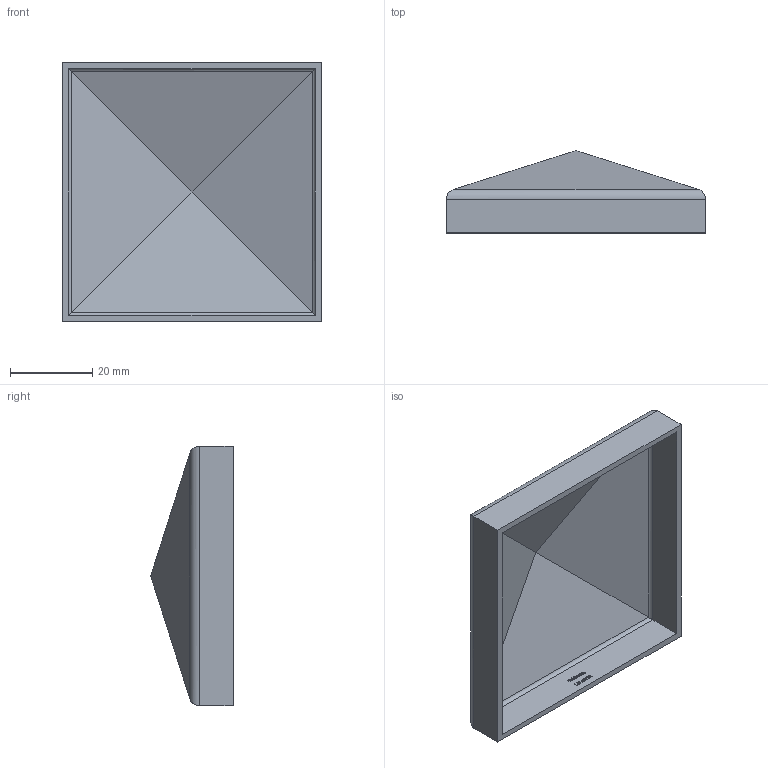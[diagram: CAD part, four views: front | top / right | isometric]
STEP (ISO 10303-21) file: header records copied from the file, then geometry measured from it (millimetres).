
FILE_DESCRIPTION (( 'STEP AP203' ), '1' );
FILE_NAME ('165-60V2A.step', '2020-11-30T09:57:17', ( '' ), ( '' ), 'SwSTEP 2.0', 'SolidWorks 2018', '' );
FILE_SCHEMA (( 'CONFIG_CONTROL_DESIGN' ));
Length unit declared in the file: millimetre
Products named in the file (2): 165-60V2A
Bounding box: 63 x 20 x 63 mm (x, y, z)
Volume: 9311.1 mm3; surface area: 12795.7 mm2
Topology: 1 solids, 1 shells, 242 faces, 623 edges, 408 vertices
Faces by surface type: plane 141, bspline 89, cylinder 12
Entity records: 12176 total; most frequent: CARTESIAN_POINT 6784, ORIENTED_EDGE 1246, DIRECTION 743, EDGE_CURVE 623, VECTOR 433, LINE 433, VERTEX_POINT 408, EDGE_LOOP 267
